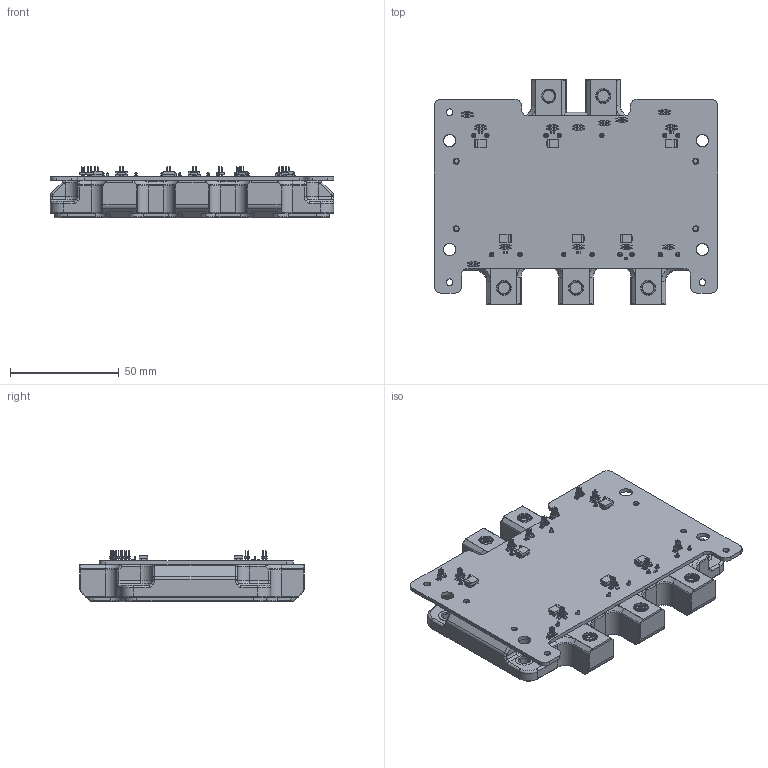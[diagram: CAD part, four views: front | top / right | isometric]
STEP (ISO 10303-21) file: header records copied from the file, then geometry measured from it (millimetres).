
FILE_DESCRIPTION(('Open CASCADE Model'),'2;1');
FILE_NAME('Open CASCADE Shape Model','2024-10-23T22:40:35',('Author'),( 'Open CASCADE'),'Open CASCADE STEP processor 7.5','Open CASCADE 7.5' ,'Unknown');
FILE_SCHEMA(('AUTOMOTIVE_DESIGN { 1 0 10303 214 1 1 1 1 }'));
Length unit declared in the file: millimetre
Products named in the file (39): PCB; Board; Open CASCADE STEP translator 7.5 1.1.1; J13; HPH2-A-04-UA-SMT; J12; J11; J10; D6; TPSMBSeries_LTF; D5; D4; D3; D2; D1; Q1; EconoPack4 Module AG-ECONO4-1-1 - Infineon; EconoPack4 Module AG-ECONO4-1-1 - Infineon.STEP; User 
Library-Infineon_IGBT_IFS100V12PT4_connectors_Infineon_IGBT_
IFS100V12PT4.STEP; Pino.STEP; chapa.STEP; anel.STEP; J9; J8; J7; J6; J5; J4; J2; J1; J3; R6; 7115588672; R5; R3; 7224621856; R2; R4; R1
Assembly tree (80 placements, depth 5):
  PCB
    Board
      Open CASCADE STEP translator 7.5 1.1.1
    J13
      HPH2-A-04-UA-SMT
    J12
      HPH2-A-04-UA-SMT
    J11
      HPH2-A-04-UA-SMT
    J10
      HPH2-A-04-UA-SMT
    D6
      TPSMBSeries_LTF
    D5
      TPSMBSeries_LTF
    D4
      TPSMBSeries_LTF
    D3
      TPSMBSeries_LTF
    D2
      TPSMBSeries_LTF
    D1
      TPSMBSeries_LTF
    Q1
      EconoPack4 Module AG-ECONO4-1-1 - Infineon
        EconoPack4 Module AG-ECONO4-1-1 - Infineon.STEP
          User 
Library-Infineon_IGBT_IFS100V12PT4_connectors_Infineon_IGBT_
IFS100V12PT4.STEP
          Pino.STEP  x15
          chapa.STEP  x5
          anel.STEP  x4
    J9
      HPH2-A-04-UA-SMT
    J8
      HPH2-A-04-UA-SMT
    J7
      HPH2-A-04-UA-SMT
    J6
      HPH2-A-04-UA-SMT
    J5
      HPH2-A-04-UA-SMT
    J4
      HPH2-A-04-UA-SMT
    J2
      HPH2-A-04-UA-SMT
    J1
      HPH2-A-04-UA-SMT
    J3
      HPH2-A-04-UA-SMT
    R6
      7115588672
    R5
      7115588672
    R3
      7224621856
    R2
      7224621856
    R4
      7224621856
    R1
      7115588672
Bounding box: 130 x 103 x 23.64 mm (x, y, z)
Volume: 152094.9 mm3; surface area: 62178.8 mm2
Topology: 198 solids, 198 shells, 7488 faces, 17744 edges, 10278 vertices
Faces by surface type: cylinder 3308, plane 2709, torus 794, sphere 628, bspline 37, cone 12
Full cylindrical faces by diameter (mm): 2 x15, 2.7 x4, 3.048 x3, 5.8 x4
Entity records: 59285 total; most frequent: CARTESIAN_POINT 22307, ORIENTED_EDGE 7500, DIRECTION 7426, EDGE_CURVE 3750, AXIS2_PLACEMENT_3D 2646, VERTEX_POINT 2306, LINE 2134, VECTOR 2134
